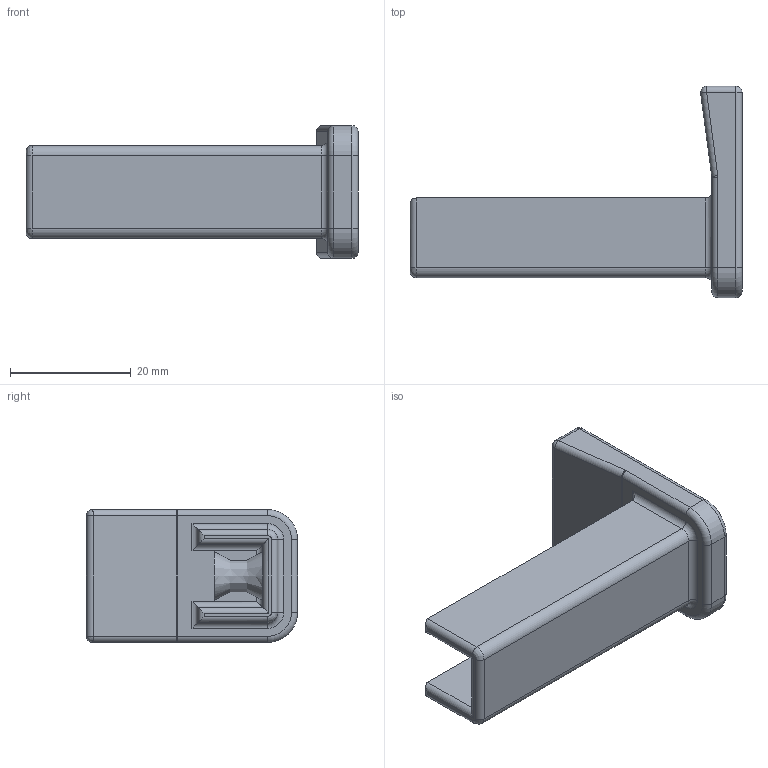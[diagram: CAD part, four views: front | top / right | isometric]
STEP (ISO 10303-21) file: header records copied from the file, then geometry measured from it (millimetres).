
FILE_DESCRIPTION(/* description */ (''),/* implementation_level */ '2;1');
FILE_NAME(/* name */ 'phone_mount_top.step',/* time_stamp */ '2020-09-10T14:04:59+02:00',/* author */ (''),/* organization */ (''),/* preprocessor_version */ 'ST-DEVELOPER v18.1',/* originating_system */ 'Autodesk Translation Framework v9.3.0.1241',/* authorisation */ '');
FILE_SCHEMA (('AUTOMOTIVE_DESIGN { 1 0 10303 214 3 1 1 }'));
Length unit declared in the file: millimetre
Products named in the file (1): Top
Bounding box: 55 x 35 x 22 mm (x, y, z)
Volume: 8845.5 mm3; surface area: 5995.8 mm2
Topology: 1 solids, 1 shells, 65 faces, 139 edges, 78 vertices
Faces by surface type: cylinder 33, plane 17, torus 8, sphere 4, bspline 3
Entity records: 1853 total; most frequent: CARTESIAN_POINT 385, DIRECTION 328, ORIENTED_EDGE 278, EDGE_CURVE 139, AXIS2_PLACEMENT_3D 128, VERTEX_POINT 78, LINE 72, VECTOR 72
